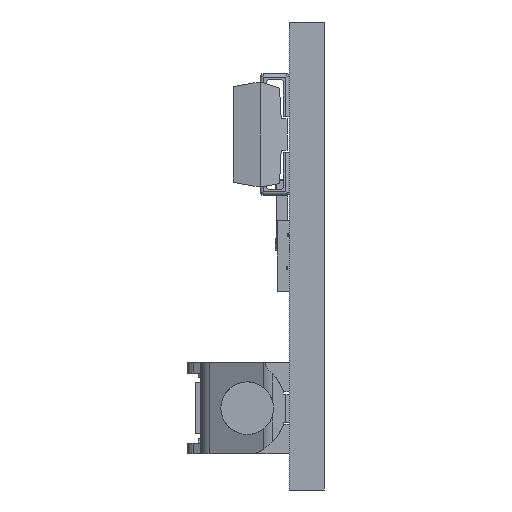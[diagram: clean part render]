
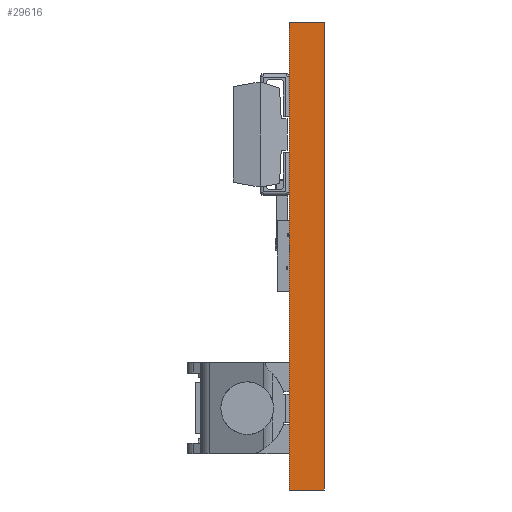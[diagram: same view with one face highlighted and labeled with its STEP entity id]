
A CAD part, left-side view. The second image highlights one B-rep face of the part: STEP entity #29616.
In plain terms, the highlighted planar face has unit normal (-1, 0, 0).
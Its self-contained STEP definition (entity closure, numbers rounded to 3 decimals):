
#740 = CARTESIAN_POINT ( 'NONE',  ( 0., 0., 0. ) ) ;
#2356 = CARTESIAN_POINT ( 'NONE',  ( 0., -1.5, 0. ) ) ;
#4913 = CARTESIAN_POINT ( 'NONE',  ( 0., -1.5, -20. ) ) ;
#5384 = VERTEX_POINT ( 'NONE', #2356 ) ;
#7699 = CARTESIAN_POINT ( 'NONE',  ( 0., -1.5, -20. ) ) ;
#8972 = PLANE ( 'NONE',  #17628 ) ;
#9679 = VERTEX_POINT ( 'NONE', #740 ) ;
#11988 = EDGE_CURVE ( 'NONE', #5384, #9679, #16381, .T. ) ;
#12082 = EDGE_CURVE ( 'NONE', #28423, #21654, #39997, .T. ) ;
#12136 = EDGE_CURVE ( 'NONE', #28423, #5384, #18248, .T. ) ;
#14912 = EDGE_LOOP ( 'NONE', ( #38624, #41465, #41557, #44417 ) ) ;
#16381 = LINE ( 'NONE', #41665, #24523 ) ;
#17065 = DIRECTION ( 'NONE',  ( 0., 0., 1. ) ) ;
#17628 = AXIS2_PLACEMENT_3D ( 'NONE', #4913, #40223, #17065 ) ;
#18248 = LINE ( 'NONE', #35436, #27618 ) ;
#21654 = VERTEX_POINT ( 'NONE', #49952 ) ;
#22528 = VECTOR ( 'NONE', #31845, 1000. ) ;
#22732 = EDGE_CURVE ( 'NONE', #21654, #9679, #23780, .T. ) ;
#23780 = LINE ( 'NONE', #39288, #22528 ) ;
#24523 = VECTOR ( 'NONE', #41779, 1000. ) ;
#27618 = VECTOR ( 'NONE', #34155, 1000. ) ;
#28423 = VERTEX_POINT ( 'NONE', #7699 ) ;
#29616 = ADVANCED_FACE ( 'NONE', ( #35952 ), #8972, .T. ) ;
#31845 = DIRECTION ( 'NONE',  ( 0., 0., 1. ) ) ;
#34155 = DIRECTION ( 'NONE',  ( 0., 0., 1. ) ) ;
#35436 = CARTESIAN_POINT ( 'NONE',  ( 0., -1.5, -20. ) ) ;
#35952 = FACE_OUTER_BOUND ( 'NONE', #14912, .T. ) ;
#36592 = DIRECTION ( 'NONE',  ( 0., 1., 0. ) ) ;
#37317 = CARTESIAN_POINT ( 'NONE',  ( 0., -1.5, -20. ) ) ;
#38624 = ORIENTED_EDGE ( 'NONE', *, *, #22732, .F. ) ;
#38864 = VECTOR ( 'NONE', #36592, 1000. ) ;
#39288 = CARTESIAN_POINT ( 'NONE',  ( 0., 0., -20. ) ) ;
#39997 = LINE ( 'NONE', #37317, #38864 ) ;
#40223 = DIRECTION ( 'NONE',  ( -1., 0., 0. ) ) ;
#41465 = ORIENTED_EDGE ( 'NONE', *, *, #12082, .F. ) ;
#41557 = ORIENTED_EDGE ( 'NONE', *, *, #12136, .T. ) ;
#41665 = CARTESIAN_POINT ( 'NONE',  ( 0., -1.5, 0. ) ) ;
#41779 = DIRECTION ( 'NONE',  ( 0., 1., 0. ) ) ;
#44417 = ORIENTED_EDGE ( 'NONE', *, *, #11988, .T. ) ;
#49952 = CARTESIAN_POINT ( 'NONE',  ( 0., 0., -20. ) ) ;
